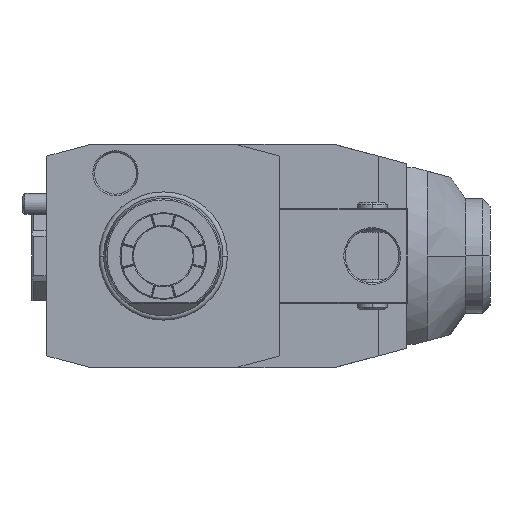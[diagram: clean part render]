
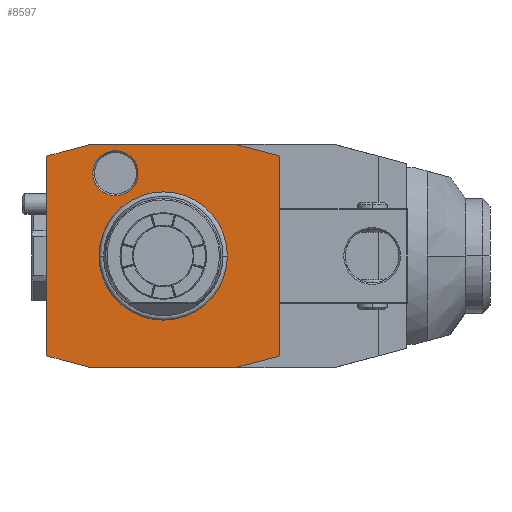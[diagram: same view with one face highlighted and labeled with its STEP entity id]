
A CAD part, front view. The second image highlights one B-rep face of the part: STEP entity #8597.
In plain terms, the highlighted planar face has unit normal (0, -1, 0).
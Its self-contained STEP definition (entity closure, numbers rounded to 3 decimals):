
#1=DIRECTION('',(-1.,0.,0.));
#2=VECTOR('',#1,48.);
#3=CARTESIAN_POINT('',(24.,0.,37.5));
#4=LINE('',#3,#2);
#5=DIRECTION('',(-0.966,0.,0.259));
#6=VECTOR('',#5,15.529);
#7=CARTESIAN_POINT('',(39.,0.,33.481));
#8=LINE('',#7,#6);
#9=DIRECTION('',(0.,0.,1.));
#10=VECTOR('',#9,66.962);
#11=CARTESIAN_POINT('',(39.,0.,-33.481));
#12=LINE('',#11,#10);
#13=DIRECTION('',(0.966,0.,0.259));
#14=VECTOR('',#13,15.529);
#15=CARTESIAN_POINT('',(24.,0.,-37.5));
#16=LINE('',#15,#14);
#17=DIRECTION('',(1.,0.,0.));
#18=VECTOR('',#17,48.);
#19=CARTESIAN_POINT('',(-24.,0.,-37.5));
#20=LINE('',#19,#18);
#21=DIRECTION('',(0.966,0.,-0.259));
#22=VECTOR('',#21,15.529);
#23=CARTESIAN_POINT('',(-39.,0.,-33.481));
#24=LINE('',#23,#22);
#25=DIRECTION('',(0.,0.,-1.));
#26=VECTOR('',#25,66.962);
#27=CARTESIAN_POINT('',(-39.,0.,33.481));
#28=LINE('',#27,#26);
#29=DIRECTION('',(-0.966,0.,-0.259));
#30=VECTOR('',#29,15.529);
#31=CARTESIAN_POINT('',(-24.,0.,37.5));
#32=LINE('',#31,#30);
#33=CARTESIAN_POINT('',(-16.,0.,27.713));
#34=DIRECTION('',(0.,1.,0.));
#35=DIRECTION('',(1.,0.,0.));
#36=AXIS2_PLACEMENT_3D('',#33,#34,#35);
#38=CARTESIAN_POINT('',(-16.,0.,27.713));
#39=DIRECTION('',(0.,1.,0.));
#40=DIRECTION('',(-1.,0.,0.));
#41=AXIS2_PLACEMENT_3D('',#38,#39,#40);
#5273=CARTESIAN_POINT('',(0.,0.,0.));
#5274=DIRECTION('',(0.,-1.,0.));
#5275=DIRECTION('',(1.,0.,0.));
#5276=AXIS2_PLACEMENT_3D('',#5273,#5274,#5275);
#5278=CARTESIAN_POINT('',(0.,0.,0.));
#5279=DIRECTION('',(0.,-1.,0.));
#5280=DIRECTION('',(-1.,0.,0.));
#5281=AXIS2_PLACEMENT_3D('',#5278,#5279,#5280);
#7614=CARTESIAN_POINT('',(-8.423,0.,27.713));
#7615=CARTESIAN_POINT('',(-23.577,0.,27.713));
#7616=VERTEX_POINT('',#7614);
#7617=VERTEX_POINT('',#7615);
#8340=CARTESIAN_POINT('',(24.,0.,37.5));
#8341=CARTESIAN_POINT('',(-24.,0.,37.5));
#8342=VERTEX_POINT('',#8340);
#8343=VERTEX_POINT('',#8341);
#8344=CARTESIAN_POINT('',(-39.,0.,33.481));
#8345=VERTEX_POINT('',#8344);
#8346=CARTESIAN_POINT('',(-39.,0.,-33.481));
#8347=VERTEX_POINT('',#8346);
#8348=CARTESIAN_POINT('',(-24.,0.,-37.5));
#8349=VERTEX_POINT('',#8348);
#8350=CARTESIAN_POINT('',(24.,0.,-37.5));
#8351=VERTEX_POINT('',#8350);
#8352=CARTESIAN_POINT('',(39.,0.,-33.481));
#8353=VERTEX_POINT('',#8352);
#8354=CARTESIAN_POINT('',(39.,0.,33.481));
#8355=VERTEX_POINT('',#8354);
#8432=CARTESIAN_POINT('',(21.137,0.,0.));
#8433=CARTESIAN_POINT('',(-21.137,0.,0.));
#8434=VERTEX_POINT('',#8432);
#8435=VERTEX_POINT('',#8433);
#8562=CARTESIAN_POINT('',(0.,0.,0.));
#8563=DIRECTION('',(0.,-1.,0.));
#8564=DIRECTION('',(-1.,0.,0.));
#8565=AXIS2_PLACEMENT_3D('',#8562,#8563,#8564);
#8566=PLANE('',#8565);
#8568=ORIENTED_EDGE('',*,*,#8567,.F.);
#8570=ORIENTED_EDGE('',*,*,#8569,.F.);
#8572=ORIENTED_EDGE('',*,*,#8571,.F.);
#8574=ORIENTED_EDGE('',*,*,#8573,.F.);
#8576=ORIENTED_EDGE('',*,*,#8575,.F.);
#8578=ORIENTED_EDGE('',*,*,#8577,.F.);
#8580=ORIENTED_EDGE('',*,*,#8579,.F.);
#8582=ORIENTED_EDGE('',*,*,#8581,.F.);
#8583=EDGE_LOOP('',(#8568,#8570,#8572,#8574,#8576,#8578,#8580,#8582));
#8584=FACE_OUTER_BOUND('',#8583,.F.);
#8586=ORIENTED_EDGE('',*,*,#8585,.T.);
#8588=ORIENTED_EDGE('',*,*,#8587,.T.);
#8589=EDGE_LOOP('',(#8586,#8588));
#8590=FACE_BOUND('',#8589,.F.);
#8592=ORIENTED_EDGE('',*,*,#8591,.F.);
#8594=ORIENTED_EDGE('',*,*,#8593,.F.);
#8595=EDGE_LOOP('',(#8592,#8594));
#8596=FACE_BOUND('',#8595,.F.);
#37=CIRCLE('',#36,7.577);
#42=CIRCLE('',#41,7.577);
#5277=CIRCLE('',#5276,21.137);
#5282=CIRCLE('',#5281,21.137);
#8567=EDGE_CURVE('',#8342,#8343,#4,.T.);
#8569=EDGE_CURVE('',#8355,#8342,#8,.T.);
#8571=EDGE_CURVE('',#8353,#8355,#12,.T.);
#8573=EDGE_CURVE('',#8351,#8353,#16,.T.);
#8575=EDGE_CURVE('',#8349,#8351,#20,.T.);
#8577=EDGE_CURVE('',#8347,#8349,#24,.T.);
#8579=EDGE_CURVE('',#8345,#8347,#28,.T.);
#8581=EDGE_CURVE('',#8343,#8345,#32,.T.);
#8585=EDGE_CURVE('',#8434,#8435,#5277,.T.);
#8587=EDGE_CURVE('',#8435,#8434,#5282,.T.);
#8591=EDGE_CURVE('',#7616,#7617,#37,.T.);
#8593=EDGE_CURVE('',#7617,#7616,#42,.T.);
#8597=ADVANCED_FACE('',(#8584,#8590,#8596),#8566,.T.);
